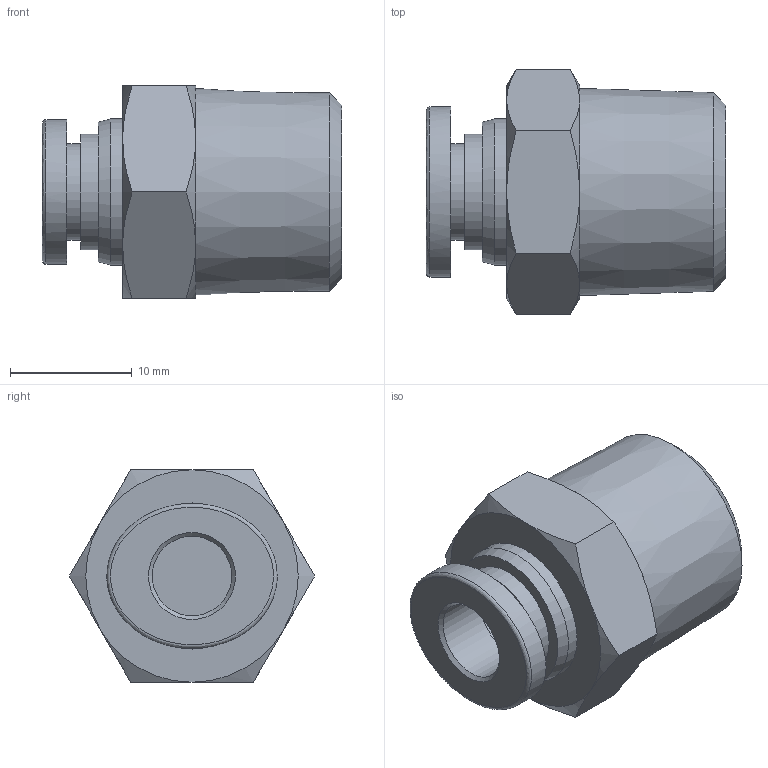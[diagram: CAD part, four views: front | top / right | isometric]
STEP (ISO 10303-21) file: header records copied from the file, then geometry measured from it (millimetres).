
FILE_DESCRIPTION((''),'2;1');
FILE_NAME('PC 1_4-N03U.stp','2016-10-12T09:46:44',('Administrator'),(''),'Autodesk Inventor 2013','Autodesk Inventor 2013','');
FILE_SCHEMA(('CONFIG_CONTROL_DESIGN'));
Length unit declared in the file: millimetre
Products named in the file (3): PC 1_4-N03U; NC 1_4-NPT3_8 BODY; SLEEVE N1_4C
Assembly tree (2 placements, depth 2):
  PC 1_4-N03U
    NC 1_4-NPT3_8 BODY
    SLEEVE N1_4C
Bounding box: 24.6 x 20.16 x 17.46 mm (x, y, z)
Volume: 4205.1 mm3; surface area: 2245.2 mm2
Topology: 2 solids, 2 shells, 38 faces, 71 edges, 42 vertices
Faces by surface type: cone 16, plane 15, cylinder 5, bspline 2
Full cylindrical faces by diameter (mm): 6.55 x2, 7.9 x1, 9.5 x1, 12 x1
Entity records: 1063 total; most frequent: CARTESIAN_POINT 320, DIRECTION 146, ORIENTED_EDGE 122, AXIS2_PLACEMENT_3D 70, EDGE_CURVE 61, EDGE_LOOP 55, VERTEX_POINT 42, FACE_OUTER_BOUND 38
